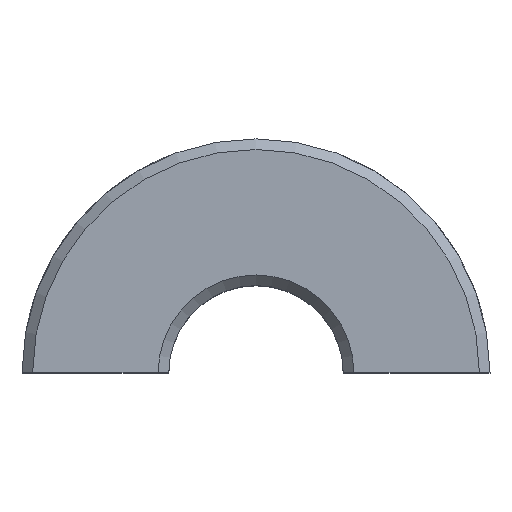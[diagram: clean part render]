
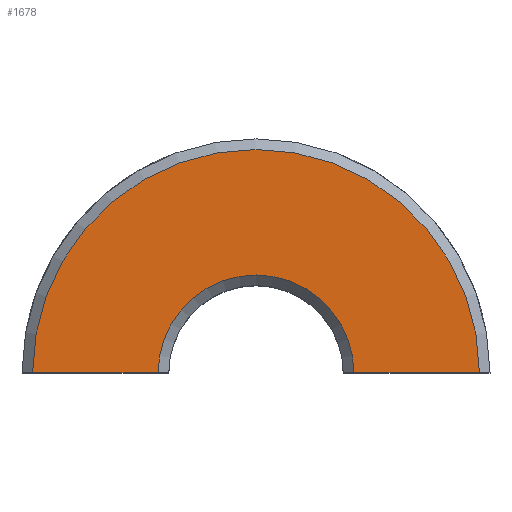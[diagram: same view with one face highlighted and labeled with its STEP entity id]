
A CAD part, top view. The second image highlights one B-rep face of the part: STEP entity #1678.
In plain terms, the highlighted planar face has unit normal (0, 0, 1).
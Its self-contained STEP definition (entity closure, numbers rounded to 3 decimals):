
#44 = PLANE('',#45);
#45 = AXIS2_PLACEMENT_3D('',#46,#47,#48);
#46 = CARTESIAN_POINT('',(0.,0.,0.));
#47 = DIRECTION('',(0.,1.,0.));
#48 = DIRECTION('',(-1.,0.,0.));
#73 = CONICAL_SURFACE('',#74,11.,0.785);
#74 = AXIS2_PLACEMENT_3D('',#75,#76,#77);
#75 = CARTESIAN_POINT('',(0.,0.,7.5));
#76 = DIRECTION('',(-0.,-0.,-1.));
#77 = DIRECTION('',(1.,0.,0.));
#101 = PLANE('',#102);
#102 = AXIS2_PLACEMENT_3D('',#103,#104,#105);
#103 = CARTESIAN_POINT('',(0.,0.,0.));
#104 = DIRECTION('',(0.,-1.,0.));
#105 = DIRECTION('',(1.,0.,0.));
#838 = EDGE_CURVE('',#839,#841,#843,.T.);
#839 = VERTEX_POINT('',#840);
#840 = CARTESIAN_POINT('',(-4.6,0.,8.));
#841 = VERTEX_POINT('',#842);
#842 = CARTESIAN_POINT('',(-10.5,0.,8.));
#843 = SURFACE_CURVE('',#844,(#848,#855),.PCURVE_S1.);
#844 = LINE('',#845,#846);
#845 = CARTESIAN_POINT('',(0.,0.,8.));
#846 = VECTOR('',#847,1.);
#847 = DIRECTION('',(-1.,0.,0.));
#848 = PCURVE('',#44,#849);
#849 = DEFINITIONAL_REPRESENTATION('',(#850),#854);
#850 = LINE('',#851,#852);
#851 = CARTESIAN_POINT('',(0.,8.));
#852 = VECTOR('',#853,1.);
#853 = DIRECTION('',(1.,0.));
#854 = ( GEOMETRIC_REPRESENTATION_CONTEXT(2) 
PARAMETRIC_REPRESENTATION_CONTEXT() REPRESENTATION_CONTEXT('2D SPACE',''
  ) );
#855 = PCURVE('',#856,#861);
#856 = PLANE('',#857);
#857 = AXIS2_PLACEMENT_3D('',#858,#859,#860);
#858 = CARTESIAN_POINT('',(0.,0.,8.));
#859 = DIRECTION('',(0.,0.,1.));
#860 = DIRECTION('',(1.,0.,0.));
#861 = DEFINITIONAL_REPRESENTATION('',(#862),#866);
#862 = LINE('',#863,#864);
#863 = CARTESIAN_POINT('',(0.,0.));
#864 = VECTOR('',#865,1.);
#865 = DIRECTION('',(-1.,0.));
#866 = ( GEOMETRIC_REPRESENTATION_CONTEXT(2) 
PARAMETRIC_REPRESENTATION_CONTEXT() REPRESENTATION_CONTEXT('2D SPACE',''
  ) );
#883 = CONICAL_SURFACE('',#884,4.1,0.785);
#884 = AXIS2_PLACEMENT_3D('',#885,#886,#887);
#885 = CARTESIAN_POINT('',(0.,0.,7.5));
#886 = DIRECTION('',(0.,0.,1.));
#887 = DIRECTION('',(1.,0.,-0.));
#1096 = VERTEX_POINT('',#1097);
#1097 = CARTESIAN_POINT('',(10.5,0.,8.));
#1118 = EDGE_CURVE('',#1096,#841,#1119,.T.);
#1119 = SURFACE_CURVE('',#1120,(#1125,#1132),.PCURVE_S1.);
#1120 = CIRCLE('',#1121,10.5);
#1121 = AXIS2_PLACEMENT_3D('',#1122,#1123,#1124);
#1122 = CARTESIAN_POINT('',(0.,0.,8.));
#1123 = DIRECTION('',(0.,0.,1.));
#1124 = DIRECTION('',(1.,0.,-0.));
#1125 = PCURVE('',#73,#1126);
#1126 = DEFINITIONAL_REPRESENTATION('',(#1127),#1131);
#1127 = LINE('',#1128,#1129);
#1128 = CARTESIAN_POINT('',(-0.,-0.5));
#1129 = VECTOR('',#1130,1.);
#1130 = DIRECTION('',(-1.,-0.));
#1131 = ( GEOMETRIC_REPRESENTATION_CONTEXT(2) 
PARAMETRIC_REPRESENTATION_CONTEXT() REPRESENTATION_CONTEXT('2D SPACE',''
  ) );
#1132 = PCURVE('',#856,#1133);
#1133 = DEFINITIONAL_REPRESENTATION('',(#1134),#1138);
#1134 = CIRCLE('',#1135,10.5);
#1135 = AXIS2_PLACEMENT_2D('',#1136,#1137);
#1136 = CARTESIAN_POINT('',(0.,0.));
#1137 = DIRECTION('',(1.,0.));
#1138 = ( GEOMETRIC_REPRESENTATION_CONTEXT(2) 
PARAMETRIC_REPRESENTATION_CONTEXT() REPRESENTATION_CONTEXT('2D SPACE',''
  ) );
#1213 = EDGE_CURVE('',#1214,#1096,#1216,.T.);
#1214 = VERTEX_POINT('',#1215);
#1215 = CARTESIAN_POINT('',(4.6,0.,8.));
#1216 = SURFACE_CURVE('',#1217,(#1221,#1228),.PCURVE_S1.);
#1217 = LINE('',#1218,#1219);
#1218 = CARTESIAN_POINT('',(0.,0.,8.));
#1219 = VECTOR('',#1220,1.);
#1220 = DIRECTION('',(1.,0.,0.));
#1221 = PCURVE('',#101,#1222);
#1222 = DEFINITIONAL_REPRESENTATION('',(#1223),#1227);
#1223 = LINE('',#1224,#1225);
#1224 = CARTESIAN_POINT('',(0.,8.));
#1225 = VECTOR('',#1226,1.);
#1226 = DIRECTION('',(1.,0.));
#1227 = ( GEOMETRIC_REPRESENTATION_CONTEXT(2) 
PARAMETRIC_REPRESENTATION_CONTEXT() REPRESENTATION_CONTEXT('2D SPACE',''
  ) );
#1228 = PCURVE('',#856,#1229);
#1229 = DEFINITIONAL_REPRESENTATION('',(#1230),#1234);
#1230 = LINE('',#1231,#1232);
#1231 = CARTESIAN_POINT('',(0.,0.));
#1232 = VECTOR('',#1233,1.);
#1233 = DIRECTION('',(1.,0.));
#1234 = ( GEOMETRIC_REPRESENTATION_CONTEXT(2) 
PARAMETRIC_REPRESENTATION_CONTEXT() REPRESENTATION_CONTEXT('2D SPACE',''
  ) );
#1678 = ADVANCED_FACE('',(#1679),#856,.T.);
#1679 = FACE_BOUND('',#1680,.T.);
#1680 = EDGE_LOOP('',(#1681,#1682,#1683,#1684));
#1681 = ORIENTED_EDGE('',*,*,#1213,.T.);
#1682 = ORIENTED_EDGE('',*,*,#1118,.T.);
#1683 = ORIENTED_EDGE('',*,*,#838,.F.);
#1684 = ORIENTED_EDGE('',*,*,#1685,.F.);
#1685 = EDGE_CURVE('',#1214,#839,#1686,.T.);
#1686 = SURFACE_CURVE('',#1687,(#1692,#1699),.PCURVE_S1.);
#1687 = CIRCLE('',#1688,4.6);
#1688 = AXIS2_PLACEMENT_3D('',#1689,#1690,#1691);
#1689 = CARTESIAN_POINT('',(0.,0.,8.));
#1690 = DIRECTION('',(0.,0.,1.));
#1691 = DIRECTION('',(1.,0.,-0.));
#1692 = PCURVE('',#856,#1693);
#1693 = DEFINITIONAL_REPRESENTATION('',(#1694),#1698);
#1694 = CIRCLE('',#1695,4.6);
#1695 = AXIS2_PLACEMENT_2D('',#1696,#1697);
#1696 = CARTESIAN_POINT('',(0.,0.));
#1697 = DIRECTION('',(1.,0.));
#1698 = ( GEOMETRIC_REPRESENTATION_CONTEXT(2) 
PARAMETRIC_REPRESENTATION_CONTEXT() REPRESENTATION_CONTEXT('2D SPACE',''
  ) );
#1699 = PCURVE('',#883,#1700);
#1700 = DEFINITIONAL_REPRESENTATION('',(#1701),#1705);
#1701 = LINE('',#1702,#1703);
#1702 = CARTESIAN_POINT('',(-0.,0.5));
#1703 = VECTOR('',#1704,1.);
#1704 = DIRECTION('',(1.,-0.));
#1705 = ( GEOMETRIC_REPRESENTATION_CONTEXT(2) 
PARAMETRIC_REPRESENTATION_CONTEXT() REPRESENTATION_CONTEXT('2D SPACE',''
  ) );
